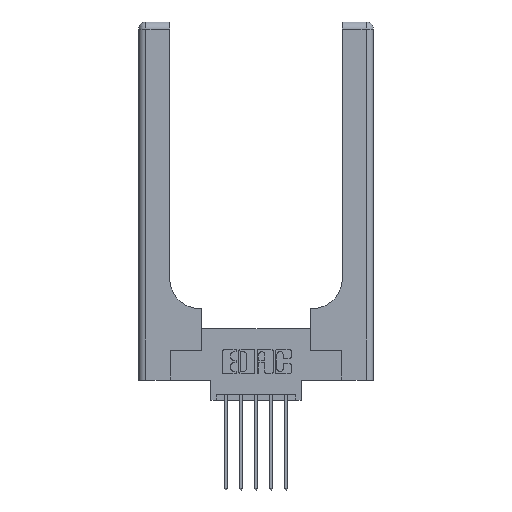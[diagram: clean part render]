
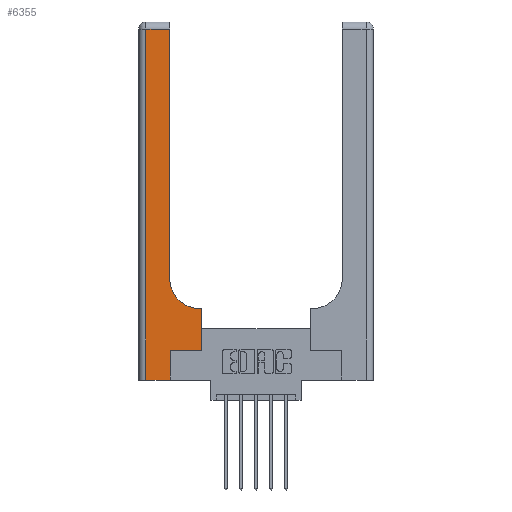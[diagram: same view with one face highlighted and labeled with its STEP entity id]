
A CAD part, top view. The second image highlights one B-rep face of the part: STEP entity #6355.
In plain terms, the highlighted planar face has unit normal (0, 0, 1).
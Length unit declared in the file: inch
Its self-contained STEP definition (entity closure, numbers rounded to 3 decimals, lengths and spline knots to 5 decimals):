
#208 = EDGE_CURVE ( 'NONE', #8617, #9670, #11868, .T. ) ;
#377 = EDGE_CURVE ( 'NONE', #4646, #5828, #10237, .T. ) ;
#706 = CARTESIAN_POINT ( 'NONE',  ( 0., 0., 0.37 ) ) ;
#716 = VERTEX_POINT ( 'NONE', #6136 ) ;
#1180 = EDGE_LOOP ( 'NONE', ( #11139, #11212, #10791, #6881, #6678, #2851, #1423, #7032, #11591 ) ) ;
#1423 = ORIENTED_EDGE ( 'NONE', *, *, #7118, .T. ) ;
#1528 = DIRECTION ( 'NONE',  ( 1., 0., 0. ) ) ;
#2314 = EDGE_CURVE ( 'NONE', #9670, #4564, #6348, .T. ) ;
#2393 = AXIS2_PLACEMENT_3D ( 'NONE', #4960, #6046, #13237 ) ;
#2433 = CARTESIAN_POINT ( 'NONE',  ( 0.51, 0.6, 0.37 ) ) ;
#2797 = CARTESIAN_POINT ( 'NONE',  ( 0.265, 0.25, 0.37 ) ) ;
#2851 = ORIENTED_EDGE ( 'NONE', *, *, #5003, .T. ) ;
#3480 = VECTOR ( 'NONE', #6797, 39.37008 ) ;
#3826 = VECTOR ( 'NONE', #11798, 39.37008 ) ;
#3856 = DIRECTION ( 'NONE',  ( -1., 0., 0. ) ) ;
#3903 = CARTESIAN_POINT ( 'NONE',  ( 0.06, 0., 0.37 ) ) ;
#4158 = LINE ( 'NONE', #7605, #3826 ) ;
#4331 = EDGE_CURVE ( 'NONE', #7996, #8617, #12434, .T. ) ;
#4502 = FACE_OUTER_BOUND ( 'NONE', #1180, .T. ) ;
#4521 = EDGE_CURVE ( 'NONE', #4766, #11440, #4957, .T. ) ;
#4564 = VERTEX_POINT ( 'NONE', #3903 ) ;
#4646 = VERTEX_POINT ( 'NONE', #5237 ) ;
#4709 = EDGE_CURVE ( 'NONE', #11440, #7996, #8862, .T. ) ;
#4766 = VERTEX_POINT ( 'NONE', #8541 ) ;
#4841 = CARTESIAN_POINT ( 'NONE',  ( 0.26, 2.94, 0.37 ) ) ;
#4931 = CARTESIAN_POINT ( 'NONE',  ( 0.06, 2.94, 0.37 ) ) ;
#4957 = LINE ( 'NONE', #10142, #10488 ) ;
#4960 = CARTESIAN_POINT ( 'NONE',  ( 0., 3., 0.37 ) ) ;
#5003 = EDGE_CURVE ( 'NONE', #5828, #716, #7703, .T. ) ;
#5237 = CARTESIAN_POINT ( 'NONE',  ( 0.265, 0., 0.37 ) ) ;
#5738 = CARTESIAN_POINT ( 'NONE',  ( 0.26, 3., 0.37 ) ) ;
#5777 = CARTESIAN_POINT ( 'NONE',  ( 0.06, 3., 0.37 ) ) ;
#5828 = VERTEX_POINT ( 'NONE', #2797 ) ;
#5921 = AXIS2_PLACEMENT_3D ( 'NONE', #6396, #13579, #7407 ) ;
#6001 = VECTOR ( 'NONE', #12254, 39.37008 ) ;
#6046 = DIRECTION ( 'NONE',  ( 0., 0., -1. ) ) ;
#6136 = CARTESIAN_POINT ( 'NONE',  ( 0.528, 0.25, 0.37 ) ) ;
#6348 = LINE ( 'NONE', #5777, #3480 ) ;
#6355 = ADVANCED_FACE ( 'NONE', ( #4502 ), #11180, .F. ) ;
#6373 = VECTOR ( 'NONE', #12988, 39.37008 ) ;
#6396 = CARTESIAN_POINT ( 'NONE',  ( 0.51, 0.85, 0.37 ) ) ;
#6678 = ORIENTED_EDGE ( 'NONE', *, *, #377, .T. ) ;
#6797 = DIRECTION ( 'NONE',  ( 0., -1., 0. ) ) ;
#6881 = ORIENTED_EDGE ( 'NONE', *, *, #8694, .T. ) ;
#7032 = ORIENTED_EDGE ( 'NONE', *, *, #4521, .T. ) ;
#7118 = EDGE_CURVE ( 'NONE', #716, #4766, #4158, .T. ) ;
#7407 = DIRECTION ( 'NONE',  ( 1., 0., 0. ) ) ;
#7605 = CARTESIAN_POINT ( 'NONE',  ( 0.528, 0.25, 0.37 ) ) ;
#7703 = LINE ( 'NONE', #7895, #10799 ) ;
#7895 = CARTESIAN_POINT ( 'NONE',  ( 0.265, 0.25, 0.37 ) ) ;
#7996 = VERTEX_POINT ( 'NONE', #9048 ) ;
#8541 = CARTESIAN_POINT ( 'NONE',  ( 0.528, 0.6, 0.37 ) ) ;
#8617 = VERTEX_POINT ( 'NONE', #4841 ) ;
#8694 = EDGE_CURVE ( 'NONE', #4564, #4646, #11492, .T. ) ;
#8862 = CIRCLE ( 'NONE', #5921, 0.25 ) ;
#9048 = CARTESIAN_POINT ( 'NONE',  ( 0.26, 0.85, 0.37 ) ) ;
#9670 = VERTEX_POINT ( 'NONE', #4931 ) ;
#9830 = DIRECTION ( 'NONE',  ( 0., 1., 0. ) ) ;
#10142 = CARTESIAN_POINT ( 'NONE',  ( 0.26, 0.6, 0.37 ) ) ;
#10237 = LINE ( 'NONE', #11171, #12660 ) ;
#10488 = VECTOR ( 'NONE', #3856, 39.37008 ) ;
#10791 = ORIENTED_EDGE ( 'NONE', *, *, #2314, .T. ) ;
#10799 = VECTOR ( 'NONE', #1528, 39.37008 ) ;
#11139 = ORIENTED_EDGE ( 'NONE', *, *, #4331, .T. ) ;
#11171 = CARTESIAN_POINT ( 'NONE',  ( 0.265, 0., 0.37 ) ) ;
#11180 = PLANE ( 'NONE',  #2393 ) ;
#11212 = ORIENTED_EDGE ( 'NONE', *, *, #208, .T. ) ;
#11440 = VERTEX_POINT ( 'NONE', #2433 ) ;
#11492 = LINE ( 'NONE', #706, #6001 ) ;
#11493 = DIRECTION ( 'NONE',  ( 0., 1., 0. ) ) ;
#11591 = ORIENTED_EDGE ( 'NONE', *, *, #4709, .T. ) ;
#11798 = DIRECTION ( 'NONE',  ( 0., 1., 0. ) ) ;
#11868 = LINE ( 'NONE', #12786, #6373 ) ;
#12254 = DIRECTION ( 'NONE',  ( 1., 0., 0. ) ) ;
#12434 = LINE ( 'NONE', #5738, #12761 ) ;
#12660 = VECTOR ( 'NONE', #11493, 39.37008 ) ;
#12761 = VECTOR ( 'NONE', #9830, 39.37008 ) ;
#12786 = CARTESIAN_POINT ( 'NONE',  ( 0., 2.94, 0.37 ) ) ;
#12988 = DIRECTION ( 'NONE',  ( -1., 0., 0. ) ) ;
#13237 = DIRECTION ( 'NONE',  ( -1., 0., 0. ) ) ;
#13579 = DIRECTION ( 'NONE',  ( 0., 0., -1. ) ) ;
